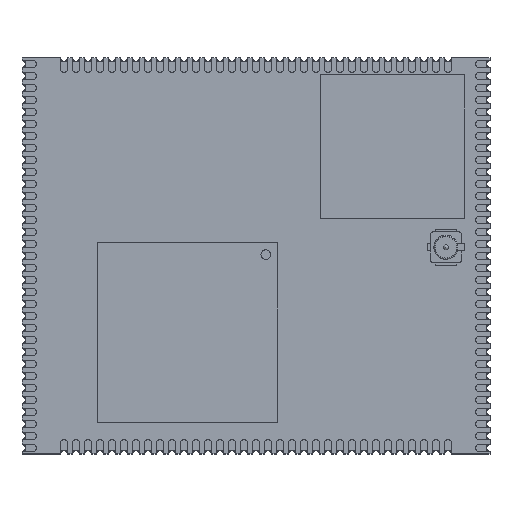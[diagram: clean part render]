
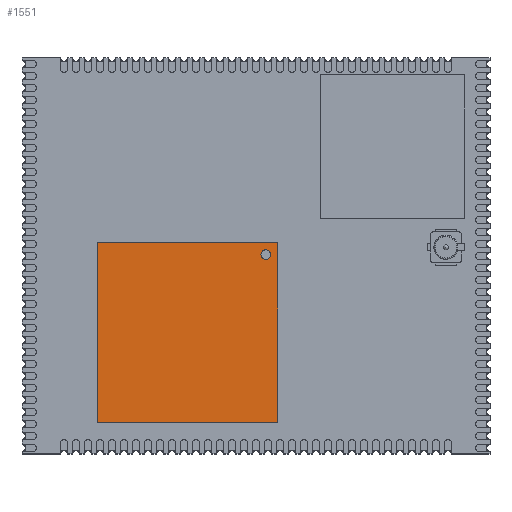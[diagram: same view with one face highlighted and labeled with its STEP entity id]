
A CAD part, top view. The second image highlights one B-rep face of the part: STEP entity #1551.
In plain terms, the highlighted planar face has unit normal (0, 0, 1).
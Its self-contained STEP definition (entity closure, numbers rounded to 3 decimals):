
#1439 = VERTEX_POINT('',#1440);
#1440 = CARTESIAN_POINT('',(-7.5,7.5,1.2));
#1446 = EDGE_CURVE('',#1439,#1447,#1449,.T.);
#1447 = VERTEX_POINT('',#1448);
#1448 = CARTESIAN_POINT('',(-7.5,-7.5,1.2));
#1449 = LINE('',#1450,#1451);
#1450 = CARTESIAN_POINT('',(-7.5,7.5,1.2));
#1451 = VECTOR('',#1452,1.);
#1452 = DIRECTION('',(0.,-1.,0.));
#1479 = VERTEX_POINT('',#1480);
#1480 = CARTESIAN_POINT('',(7.5,7.5,1.2));
#1486 = EDGE_CURVE('',#1479,#1439,#1487,.T.);
#1487 = LINE('',#1488,#1489);
#1488 = CARTESIAN_POINT('',(7.5,7.5,1.2));
#1489 = VECTOR('',#1490,1.);
#1490 = DIRECTION('',(-1.,0.,0.));
#1508 = EDGE_CURVE('',#1447,#1509,#1511,.T.);
#1509 = VERTEX_POINT('',#1510);
#1510 = CARTESIAN_POINT('',(7.5,-7.5,1.2));
#1511 = LINE('',#1512,#1513);
#1512 = CARTESIAN_POINT('',(-7.5,-7.5,1.2));
#1513 = VECTOR('',#1514,1.);
#1514 = DIRECTION('',(1.,0.,0.));
#1551 = ADVANCED_FACE('',(#1552,#1563),#1574,.T.);
#1552 = FACE_BOUND('',#1553,.T.);
#1553 = EDGE_LOOP('',(#1554,#1555,#1556,#1562));
#1554 = ORIENTED_EDGE('',*,*,#1446,.T.);
#1555 = ORIENTED_EDGE('',*,*,#1508,.T.);
#1556 = ORIENTED_EDGE('',*,*,#1557,.T.);
#1557 = EDGE_CURVE('',#1509,#1479,#1558,.T.);
#1558 = LINE('',#1559,#1560);
#1559 = CARTESIAN_POINT('',(7.5,-7.5,1.2));
#1560 = VECTOR('',#1561,1.);
#1561 = DIRECTION('',(0.,1.,0.));
#1562 = ORIENTED_EDGE('',*,*,#1486,.T.);
#1563 = FACE_BOUND('',#1564,.T.);
#1564 = EDGE_LOOP('',(#1565));
#1565 = ORIENTED_EDGE('',*,*,#1566,.F.);
#1566 = EDGE_CURVE('',#1567,#1567,#1569,.T.);
#1567 = VERTEX_POINT('',#1568);
#1568 = CARTESIAN_POINT('',(-6.1,6.5,1.2));
#1569 = CIRCLE('',#1570,0.4);
#1570 = AXIS2_PLACEMENT_3D('',#1571,#1572,#1573);
#1571 = CARTESIAN_POINT('',(-6.5,6.5,1.2));
#1572 = DIRECTION('',(0.,0.,1.));
#1573 = DIRECTION('',(1.,0.,-0.));
#1574 = PLANE('',#1575);
#1575 = AXIS2_PLACEMENT_3D('',#1576,#1577,#1578);
#1576 = CARTESIAN_POINT('',(0.,0.,1.2));
#1577 = DIRECTION('',(0.,0.,1.));
#1578 = DIRECTION('',(1.,0.,-0.));
